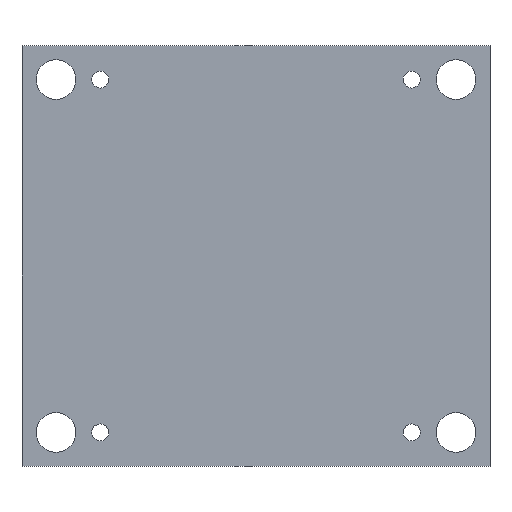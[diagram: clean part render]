
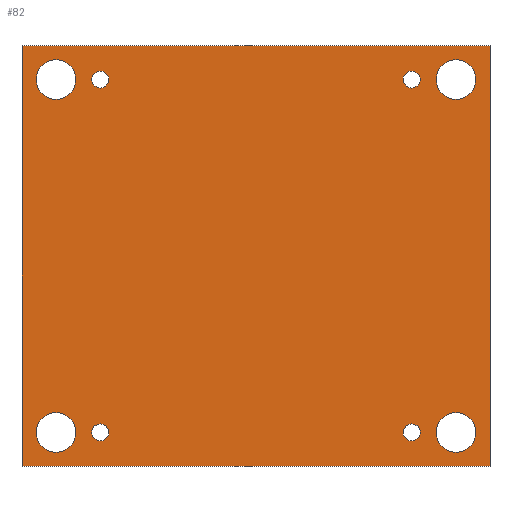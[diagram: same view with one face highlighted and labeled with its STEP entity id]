
A CAD part, top view. The second image highlights one B-rep face of the part: STEP entity #82.
In plain terms, the highlighted planar face has unit normal (0, 0, 1).
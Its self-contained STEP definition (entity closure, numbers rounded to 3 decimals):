
#82 = ADVANCED_FACE( '', ( #111, #112, #113, #114, #115, #116, #117, #118, #119 ), #120, .T. );
#111 = FACE_BOUND( '', #163, .T. );
#112 = FACE_BOUND( '', #164, .T. );
#113 = FACE_BOUND( '', #165, .T. );
#114 = FACE_BOUND( '', #166, .T. );
#115 = FACE_BOUND( '', #167, .T. );
#116 = FACE_BOUND( '', #168, .T. );
#117 = FACE_BOUND( '', #169, .T. );
#118 = FACE_BOUND( '', #170, .T. );
#119 = FACE_OUTER_BOUND( '', #171, .T. );
#120 = PLANE( '', #172 );
#163 = EDGE_LOOP( '', ( #240 ) );
#164 = EDGE_LOOP( '', ( #241 ) );
#165 = EDGE_LOOP( '', ( #242 ) );
#166 = EDGE_LOOP( '', ( #243 ) );
#167 = EDGE_LOOP( '', ( #244 ) );
#168 = EDGE_LOOP( '', ( #245 ) );
#169 = EDGE_LOOP( '', ( #246 ) );
#170 = EDGE_LOOP( '', ( #247 ) );
#171 = EDGE_LOOP( '', ( #248, #249, #250, #251 ) );
#172 = AXIS2_PLACEMENT_3D( '', #252, #253, #254 );
#240 = ORIENTED_EDGE( '', *, *, #315, .T. );
#241 = ORIENTED_EDGE( '', *, *, #316, .T. );
#242 = ORIENTED_EDGE( '', *, *, #317, .T. );
#243 = ORIENTED_EDGE( '', *, *, #318, .T. );
#244 = ORIENTED_EDGE( '', *, *, #319, .F. );
#245 = ORIENTED_EDGE( '', *, *, #320, .F. );
#246 = ORIENTED_EDGE( '', *, *, #321, .F. );
#247 = ORIENTED_EDGE( '', *, *, #322, .F. );
#248 = ORIENTED_EDGE( '', *, *, #297, .T. );
#249 = ORIENTED_EDGE( '', *, *, #311, .T. );
#250 = ORIENTED_EDGE( '', *, *, #314, .T. );
#251 = ORIENTED_EDGE( '', *, *, #312, .T. );
#252 = CARTESIAN_POINT( '', ( -248., 223., 46. ) );
#253 = DIRECTION( '', ( 0., 0., 1. ) );
#254 = DIRECTION( '', ( 1., 0., 0. ) );
#297 = EDGE_CURVE( '', #328, #326, #329, .T. );
#311 = EDGE_CURVE( '', #326, #352, #354, .T. );
#312 = EDGE_CURVE( '', #355, #328, #356, .T. );
#314 = EDGE_CURVE( '', #352, #355, #358, .T. );
#315 = EDGE_CURVE( '', #359, #359, #360, .T. );
#316 = EDGE_CURVE( '', #361, #361, #362, .T. );
#317 = EDGE_CURVE( '', #363, #363, #364, .T. );
#318 = EDGE_CURVE( '', #365, #365, #366, .T. );
#319 = EDGE_CURVE( '', #367, #367, #368, .T. );
#320 = EDGE_CURVE( '', #369, #369, #370, .T. );
#321 = EDGE_CURVE( '', #371, #371, #372, .T. );
#322 = EDGE_CURVE( '', #373, #373, #374, .T. );
#326 = VERTEX_POINT( '', #379 );
#328 = VERTEX_POINT( '', #382 );
#329 = LINE( '', #383, #384 );
#352 = VERTEX_POINT( '', #411 );
#354 = LINE( '', #414, #415 );
#355 = VERTEX_POINT( '', #416 );
#356 = LINE( '', #417, #418 );
#358 = LINE( '', #421, #422 );
#359 = VERTEX_POINT( '', #423 );
#360 = CIRCLE( '', #424, 21. );
#361 = VERTEX_POINT( '', #425 );
#362 = CIRCLE( '', #426, 21. );
#363 = VERTEX_POINT( '', #427 );
#364 = CIRCLE( '', #428, 21. );
#365 = VERTEX_POINT( '', #429 );
#366 = CIRCLE( '', #430, 21. );
#367 = VERTEX_POINT( '', #431 );
#368 = CIRCLE( '', #432, 9. );
#369 = VERTEX_POINT( '', #433 );
#370 = CIRCLE( '', #434, 9. );
#371 = VERTEX_POINT( '', #435 );
#372 = CIRCLE( '', #436, 9. );
#373 = VERTEX_POINT( '', #437 );
#374 = CIRCLE( '', #438, 9. );
#379 = CARTESIAN_POINT( '', ( -248., 223., 46. ) );
#382 = CARTESIAN_POINT( '', ( 248., 223., 46. ) );
#383 = CARTESIAN_POINT( '', ( 248., 223., 46. ) );
#384 = VECTOR( '', #441, 1000. );
#411 = CARTESIAN_POINT( '', ( -248., -223., 46. ) );
#414 = CARTESIAN_POINT( '', ( -248., 223., 46. ) );
#415 = VECTOR( '', #471, 1000. );
#416 = CARTESIAN_POINT( '', ( 248., -223., 46. ) );
#417 = CARTESIAN_POINT( '', ( 248., -223., 46. ) );
#418 = VECTOR( '', #472, 1000. );
#421 = CARTESIAN_POINT( '', ( -248., -223., 46. ) );
#422 = VECTOR( '', #474, 1000. );
#423 = CARTESIAN_POINT( '', ( -212., -208., 46. ) );
#424 = AXIS2_PLACEMENT_3D( '', #475, #476, #477 );
#425 = CARTESIAN_POINT( '', ( 212., -208., 46. ) );
#426 = AXIS2_PLACEMENT_3D( '', #478, #479, #480 );
#427 = CARTESIAN_POINT( '', ( 212., 166., 46. ) );
#428 = AXIS2_PLACEMENT_3D( '', #481, #482, #483 );
#429 = CARTESIAN_POINT( '', ( -212., 166., 46. ) );
#430 = AXIS2_PLACEMENT_3D( '', #484, #485, #486 );
#431 = CARTESIAN_POINT( '', ( -156., 187., 46. ) );
#432 = AXIS2_PLACEMENT_3D( '', #487, #488, #489 );
#433 = CARTESIAN_POINT( '', ( 174., 187., 46. ) );
#434 = AXIS2_PLACEMENT_3D( '', #490, #491, #492 );
#435 = CARTESIAN_POINT( '', ( 174., -187., 46. ) );
#436 = AXIS2_PLACEMENT_3D( '', #493, #494, #495 );
#437 = CARTESIAN_POINT( '', ( -156., -187., 46. ) );
#438 = AXIS2_PLACEMENT_3D( '', #496, #497, #498 );
#441 = DIRECTION( '', ( -1., 0., 0. ) );
#471 = DIRECTION( '', ( 0., -1., 0. ) );
#472 = DIRECTION( '', ( 0., 1., 0. ) );
#474 = DIRECTION( '', ( 1., 0., 0. ) );
#475 = CARTESIAN_POINT( '', ( -212., -187., 46. ) );
#476 = DIRECTION( '', ( 0., 0., -1. ) );
#477 = DIRECTION( '', ( 0., -1., 0. ) );
#478 = CARTESIAN_POINT( '', ( 212., -187., 46. ) );
#479 = DIRECTION( '', ( 0., 0., -1. ) );
#480 = DIRECTION( '', ( 0., -1., 0. ) );
#481 = CARTESIAN_POINT( '', ( 212., 187., 46. ) );
#482 = DIRECTION( '', ( 0., 0., -1. ) );
#483 = DIRECTION( '', ( 0., -1., 0. ) );
#484 = CARTESIAN_POINT( '', ( -212., 187., 46. ) );
#485 = DIRECTION( '', ( 0., 0., -1. ) );
#486 = DIRECTION( '', ( 0., -1., 0. ) );
#487 = CARTESIAN_POINT( '', ( -165., 187., 46. ) );
#488 = DIRECTION( '', ( 0., 0., 1. ) );
#489 = DIRECTION( '', ( 1., 0., 0. ) );
#490 = CARTESIAN_POINT( '', ( 165., 187., 46. ) );
#491 = DIRECTION( '', ( 0., 0., 1. ) );
#492 = DIRECTION( '', ( 1., 0., 0. ) );
#493 = CARTESIAN_POINT( '', ( 165., -187., 46. ) );
#494 = DIRECTION( '', ( 0., 0., 1. ) );
#495 = DIRECTION( '', ( 1., 0., 0. ) );
#496 = CARTESIAN_POINT( '', ( -165., -187., 46. ) );
#497 = DIRECTION( '', ( 0., 0., 1. ) );
#498 = DIRECTION( '', ( 1., 0., 0. ) );
